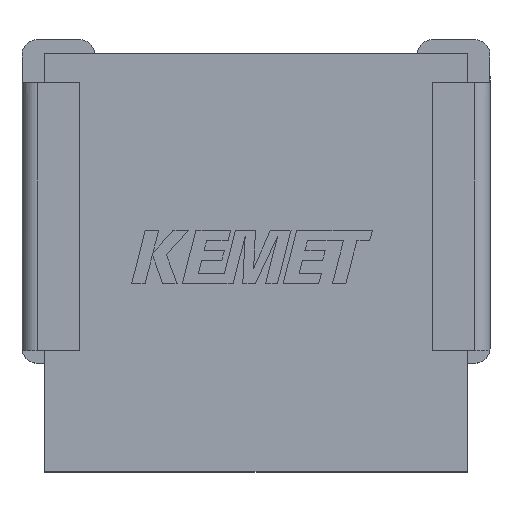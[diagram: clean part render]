
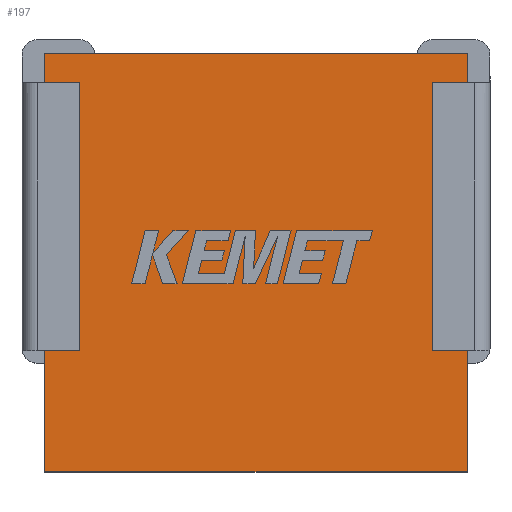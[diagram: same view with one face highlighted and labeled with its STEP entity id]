
A CAD part, top view. The second image highlights one B-rep face of the part: STEP entity #197.
In plain terms, the highlighted planar face has unit normal (0, 0, 1).
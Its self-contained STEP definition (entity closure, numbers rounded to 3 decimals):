
#24 = ORIENTED_EDGE ( 'NONE', *, *, #4267, .T. ) ;
#77 = PLANE ( 'NONE',  #1586 ) ;
#99 = FACE_OUTER_BOUND ( 'NONE', #4263, .T. ) ;
#197 = ADVANCED_FACE ( 'NONE', ( #99 ), #77, .F. ) ;
#219 = VECTOR ( 'NONE', #3513, 1000. ) ;
#302 = VECTOR ( 'NONE', #3237, 1000. ) ;
#335 = ORIENTED_EDGE ( 'NONE', *, *, #576, .T. ) ;
#435 = CARTESIAN_POINT ( 'NONE',  ( 0.777, 8.651, 0. ) ) ;
#491 = DIRECTION ( 'NONE',  ( -1., 0., 0. ) ) ;
#576 = EDGE_CURVE ( 'NONE', #2808, #2958, #1299, .T. ) ;
#595 = VERTEX_POINT ( 'NONE', #1997 ) ;
#641 = CARTESIAN_POINT ( 'NONE',  ( 0., 0., 0. ) ) ;
#731 = VECTOR ( 'NONE', #2700, 1000. ) ;
#745 = EDGE_CURVE ( 'NONE', #2186, #1802, #1707, .T. ) ;
#806 = VECTOR ( 'NONE', #824, 1000. ) ;
#824 = DIRECTION ( 'NONE',  ( 0., -1., 0. ) ) ;
#838 = CARTESIAN_POINT ( 'NONE',  ( 8.623, 8.651, 0. ) ) ;
#903 = CARTESIAN_POINT ( 'NONE',  ( 0.777, 2.699, 0. ) ) ;
#921 = VERTEX_POINT ( 'NONE', #3013 ) ;
#951 = ORIENTED_EDGE ( 'NONE', *, *, #1489, .T. ) ;
#1048 = VERTEX_POINT ( 'NONE', #1383 ) ;
#1088 = CARTESIAN_POINT ( 'NONE',  ( 0., 0., 0. ) ) ;
#1113 = LINE ( 'NONE', #2614, #3372 ) ;
#1115 = DIRECTION ( 'NONE',  ( 1., 0., 0. ) ) ;
#1150 = CARTESIAN_POINT ( 'NONE',  ( 9.4, 8.651, 0. ) ) ;
#1204 = CARTESIAN_POINT ( 'NONE',  ( 8.623, 2.699, 0. ) ) ;
#1226 = ORIENTED_EDGE ( 'NONE', *, *, #745, .T. ) ;
#1278 = EDGE_CURVE ( 'NONE', #4153, #4085, #2970, .T. ) ;
#1299 = LINE ( 'NONE', #1615, #731 ) ;
#1383 = CARTESIAN_POINT ( 'NONE',  ( 9.4, 2.699, 0. ) ) ;
#1409 = VECTOR ( 'NONE', #1860, 1000. ) ;
#1411 = VECTOR ( 'NONE', #4287, 1000. ) ;
#1442 = ORIENTED_EDGE ( 'NONE', *, *, #1606, .T. ) ;
#1447 = CARTESIAN_POINT ( 'NONE',  ( 0., 0., 0. ) ) ;
#1489 = EDGE_CURVE ( 'NONE', #921, #1048, #3573, .T. ) ;
#1517 = VERTEX_POINT ( 'NONE', #435 ) ;
#1563 = ORIENTED_EDGE ( 'NONE', *, *, #3137, .T. ) ;
#1586 = AXIS2_PLACEMENT_3D ( 'NONE', #2253, #1912, #491 ) ;
#1606 = EDGE_CURVE ( 'NONE', #4153, #2808, #2963, .T. ) ;
#1615 = CARTESIAN_POINT ( 'NONE',  ( 9.4, 0., 0. ) ) ;
#1707 = LINE ( 'NONE', #3149, #1411 ) ;
#1720 = CARTESIAN_POINT ( 'NONE',  ( 0., 9.3, 0. ) ) ;
#1734 = LINE ( 'NONE', #1447, #3727 ) ;
#1778 = VECTOR ( 'NONE', #1115, 1000. ) ;
#1802 = VERTEX_POINT ( 'NONE', #1088 ) ;
#1829 = DIRECTION ( 'NONE',  ( 1., 0., 0. ) ) ;
#1860 = DIRECTION ( 'NONE',  ( 0., 1., 0. ) ) ;
#1912 = DIRECTION ( 'NONE',  ( 0., 0., -1. ) ) ;
#1997 = CARTESIAN_POINT ( 'NONE',  ( 0., 9.3, 0. ) ) ;
#2083 = DIRECTION ( 'NONE',  ( -1., 0., 0. ) ) ;
#2095 = VERTEX_POINT ( 'NONE', #2580 ) ;
#2186 = VERTEX_POINT ( 'NONE', #3519 ) ;
#2253 = CARTESIAN_POINT ( 'NONE',  ( 0., 0., 0. ) ) ;
#2530 = VECTOR ( 'NONE', #2828, 1000. ) ;
#2532 = EDGE_CURVE ( 'NONE', #2095, #2186, #4484, .T. ) ;
#2580 = CARTESIAN_POINT ( 'NONE',  ( 0.777, 2.699, 0. ) ) ;
#2614 = CARTESIAN_POINT ( 'NONE',  ( 8.623, 2.699, 0. ) ) ;
#2638 = CARTESIAN_POINT ( 'NONE',  ( 9.4, 0., 0. ) ) ;
#2700 = DIRECTION ( 'NONE',  ( 0., 1., 0. ) ) ;
#2808 = VERTEX_POINT ( 'NONE', #1150 ) ;
#2810 = ORIENTED_EDGE ( 'NONE', *, *, #3073, .F. ) ;
#2828 = DIRECTION ( 'NONE',  ( -1., 0., 0. ) ) ;
#2867 = ORIENTED_EDGE ( 'NONE', *, *, #3561, .T. ) ;
#2958 = VERTEX_POINT ( 'NONE', #4387 ) ;
#2963 = LINE ( 'NONE', #838, #1778 ) ;
#2970 = LINE ( 'NONE', #4050, #806 ) ;
#3013 = CARTESIAN_POINT ( 'NONE',  ( 9.4, 0., 0. ) ) ;
#3057 = VECTOR ( 'NONE', #3479, 1000. ) ;
#3073 = EDGE_CURVE ( 'NONE', #1517, #3828, #3110, .T. ) ;
#3110 = LINE ( 'NONE', #3488, #4383 ) ;
#3137 = EDGE_CURVE ( 'NONE', #595, #3828, #3853, .T. ) ;
#3149 = CARTESIAN_POINT ( 'NONE',  ( 0., 0., 0. ) ) ;
#3185 = EDGE_CURVE ( 'NONE', #2958, #595, #3879, .T. ) ;
#3209 = CARTESIAN_POINT ( 'NONE',  ( 0.777, 8.651, 0. ) ) ;
#3237 = DIRECTION ( 'NONE',  ( 0., -1., 0. ) ) ;
#3275 = CARTESIAN_POINT ( 'NONE',  ( 8.623, 8.651, 0. ) ) ;
#3372 = VECTOR ( 'NONE', #1829, 1000. ) ;
#3479 = DIRECTION ( 'NONE',  ( -1., 0., 0. ) ) ;
#3488 = CARTESIAN_POINT ( 'NONE',  ( 0.777, 8.651, 0. ) ) ;
#3513 = DIRECTION ( 'NONE',  ( 0., -1., 0. ) ) ;
#3519 = CARTESIAN_POINT ( 'NONE',  ( 0., 2.699, 0. ) ) ;
#3539 = CARTESIAN_POINT ( 'NONE',  ( 0., 8.651, 0. ) ) ;
#3561 = EDGE_CURVE ( 'NONE', #1802, #921, #1734, .T. ) ;
#3573 = LINE ( 'NONE', #2638, #1409 ) ;
#3576 = LINE ( 'NONE', #3209, #302 ) ;
#3593 = ORIENTED_EDGE ( 'NONE', *, *, #3703, .F. ) ;
#3703 = EDGE_CURVE ( 'NONE', #4085, #1048, #1113, .T. ) ;
#3727 = VECTOR ( 'NONE', #3943, 1000. ) ;
#3755 = ORIENTED_EDGE ( 'NONE', *, *, #2532, .T. ) ;
#3828 = VERTEX_POINT ( 'NONE', #3539 ) ;
#3853 = LINE ( 'NONE', #641, #219 ) ;
#3862 = ORIENTED_EDGE ( 'NONE', *, *, #1278, .F. ) ;
#3879 = LINE ( 'NONE', #1720, #2530 ) ;
#3943 = DIRECTION ( 'NONE',  ( 1., 0., 0. ) ) ;
#4049 = ORIENTED_EDGE ( 'NONE', *, *, #3185, .T. ) ;
#4050 = CARTESIAN_POINT ( 'NONE',  ( 8.623, 8.651, 0. ) ) ;
#4085 = VERTEX_POINT ( 'NONE', #1204 ) ;
#4153 = VERTEX_POINT ( 'NONE', #3275 ) ;
#4263 = EDGE_LOOP ( 'NONE', ( #2810, #24, #3755, #1226, #2867, #951, #3593, #3862, #1442, #335, #4049, #1563 ) ) ;
#4267 = EDGE_CURVE ( 'NONE', #1517, #2095, #3576, .T. ) ;
#4287 = DIRECTION ( 'NONE',  ( 0., -1., 0. ) ) ;
#4383 = VECTOR ( 'NONE', #2083, 1000. ) ;
#4387 = CARTESIAN_POINT ( 'NONE',  ( 9.4, 9.3, 0. ) ) ;
#4484 = LINE ( 'NONE', #903, #3057 ) ;
